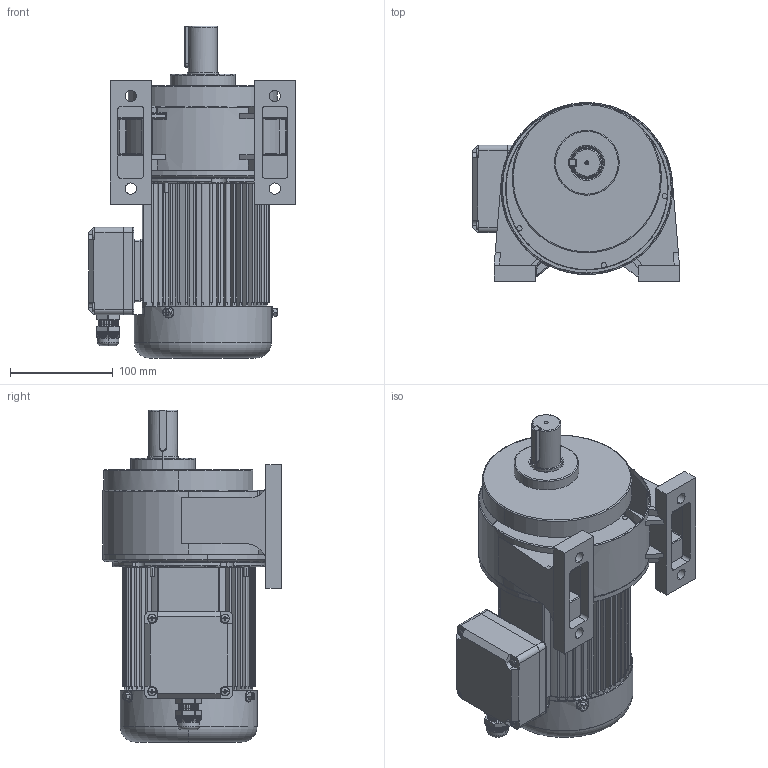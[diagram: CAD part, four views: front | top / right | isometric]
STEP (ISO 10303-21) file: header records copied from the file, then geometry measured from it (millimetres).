
FILE_DESCRIPTION (( 'STEP AP203' ), '1' );
FILE_NAME ('(標準品)G13H200W(5B52XXX100)(減速比共用).STEP', '2016-01-28T07:30:59', ( 'SE' ), ( 'SE' ), 'SwSTEP 2.0', 'SolidWorks 2010', '' );
FILE_SCHEMA (( 'CONFIG_CONTROL_DESIGN' ));
Length unit declared in the file: millimetre
Products named in the file (16): M100CD1-45; ･Xｽuｲｰｹﾔ､TH-UP3(PVC2mmｫp); 丸頭螺絲 M4 x35 --35N_JIS B 1111 Binding head screw M4 x 8 --8N; 出線頭 Ver.2; G13HBOX1_Z-成品; 油封30x55x8; (標準品)G13H200W(5B52XXX100)(減速比共用); M200C2A; 100W風扇蓋131x50／缺口70(直角); 成品-塑膠T盒; 出線盒下蓋; 出線盒上蓋; 外六角內十字螺絲M5 x 10_ISO 4162 - M5 x 10 x 10-N; 7x7xL_40L; G13-750C1-04(含200.400)_G13200C1成品; G13OS1
Assembly tree (20 placements, depth 3):
  (標準品)G13H200W(5B52XXX100)(減速比共用)
    100W風扇蓋131x50／缺口70(直角)
    M200C2A
    外六角內十字螺絲M5 x 10_ISO 4162 - M5 x 10 x 10-N  x3
    7x7xL_40L
    G13HBOX1_Z-成品
    G13-750C1-04(含200.400)_G13200C1成品
    油封30x55x8
    M100CD1-45
    G13OS1
    成品-塑膠T盒
      丸頭螺絲 M4 x35 --35N_JIS B 1111 Binding head screw M4 x 8 --8N  x4
      出線盒下蓋
      ･Xｽuｲｰｹﾔ､TH-UP3(PVC2mmｫp)
      出線盒上蓋
      出線頭 Ver.2
Bounding box: 201 x 173.5 x 322.5 mm (x, y, z)
Volume: 4129327.1 mm3; surface area: 524085.9 mm2
Topology: 19 solids, 22 shells, 2841 faces, 7510 edges, 4741 vertices
Faces by surface type: cone 934, cylinder 913, plane 855, torus 86, bspline 32, sphere 21
Entity records: 60083 total; most frequent: CARTESIAN_POINT 13054, DIRECTION 9655, ORIENTED_EDGE 9416, EDGE_CURVE 4708, AXIS2_PLACEMENT_3D 3500, VERTEX_POINT 3010, VECTOR 2655, LINE 2655
